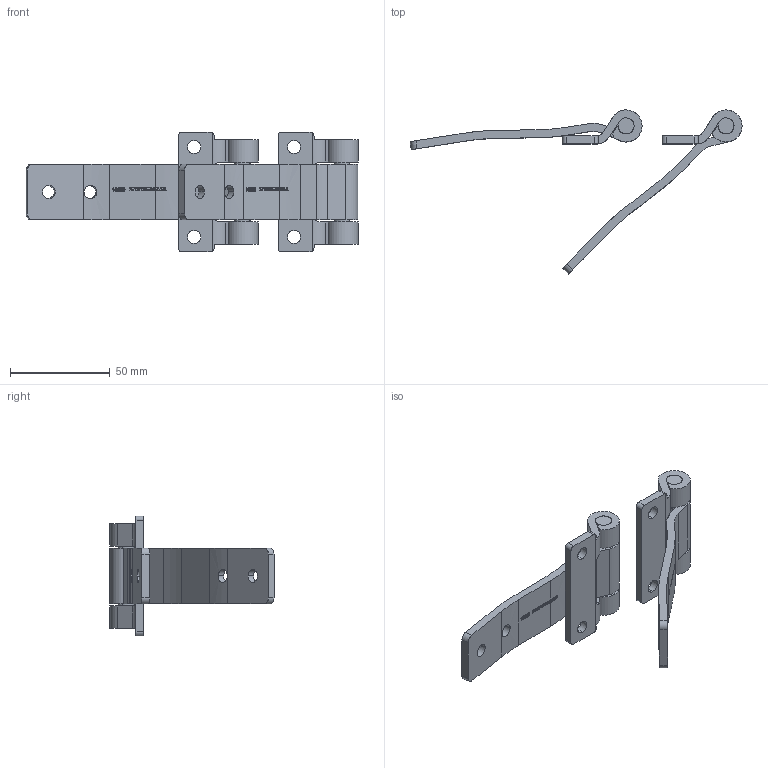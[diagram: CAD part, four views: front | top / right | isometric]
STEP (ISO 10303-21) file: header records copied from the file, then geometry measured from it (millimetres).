
FILE_DESCRIPTION (( 'STEP AP214' ), '1' );
FILE_NAME ('02064-Over The Seal Hinge Zinc 140mm.STEP', '2018-07-24T23:46:21', ( '' ), ( '' ), 'SwSTEP 2.0', 'SolidWorks 2018', '' );
FILE_SCHEMA (( 'AUTOMOTIVE_DESIGN' ));
Length unit declared in the file: millimetre
Products named in the file (10): 2064 base; 2064 pin; 2064 flap; 02064-Over The Seal Hinge Zinc 140mm
Assembly tree (6 placements, depth 2):
  2064 base
  2064 pin
  2064 base
  2064 flap
  2064 pin
Bounding box: 166.09 x 82.06 x 60 mm (x, y, z)
Volume: 52203.7 mm3; surface area: 32518.6 mm2
Topology: 6 solids, 6 shells, 664 faces, 1794 edges, 1196 vertices
Faces by surface type: plane 370, bspline 214, cylinder 80
Entity records: 16946 total; most frequent: CARTESIAN_POINT 9123, ORIENTED_EDGE 1794, DIRECTION 1191, EDGE_CURVE 897, VERTEX_POINT 598, LINE 539, VECTOR 539, EDGE_LOOP 367
